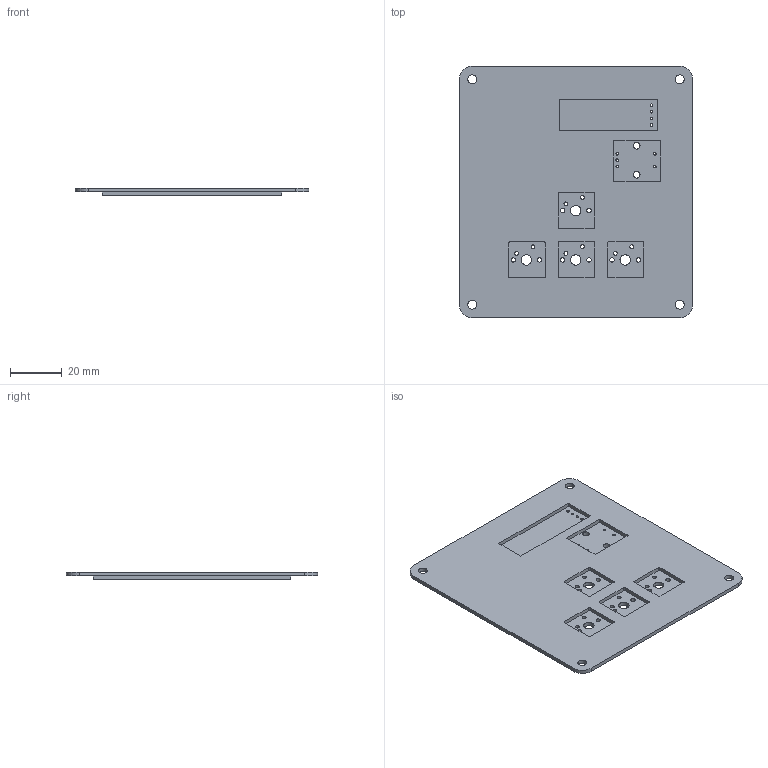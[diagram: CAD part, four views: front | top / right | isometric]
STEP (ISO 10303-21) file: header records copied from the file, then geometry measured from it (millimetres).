
FILE_DESCRIPTION(/* description */ ('KiCad electronic assembly'),/* implementation_level */ '2;1');
FILE_NAME(/* name */ 'MacroPadTopCase.step',/* time_stamp */ '2026-01-15T19:58:23+01:00',/* author */ (''),/* organization */ (''),/* preprocessor_version */ 'ST-DEVELOPER v20.1',/* originating_system */ 'Autodesk Translation Framework v14.21.0.0',/* authorisation */ '');
FILE_SCHEMA (('AUTOMOTIVE_DESIGN { 1 0 10303 214 3 1 1 }'));
Length unit declared in the file: millimetre
Products named in the file (2): MacroPad 1; MacroPad_PCB
Assembly tree (1 placements, depth 2):
  MacroPad 1
    MacroPad_PCB
Bounding box: 90.06 x 96.96 x 3.01 mm (x, y, z)
Volume: 18515.5 mm3; surface area: 26574.7 mm2
Topology: 2 solids, 2 shells, 105 faces, 303 edges, 202 vertices
Faces by surface type: cylinder 69, plane 36
Full cylindrical faces by diameter (mm): 0.889 x14, 1 x9, 1.5 x8, 1.7 x8, 2.6 x2, 3.4 x4, 4 x4
Entity records: 3796 total; most frequent: DIRECTION 657, CARTESIAN_POINT 613, ORIENTED_EDGE 606, EDGE_CURVE 303, AXIS2_PLACEMENT_3D 246, EDGE_LOOP 215, VERTEX_POINT 202, LINE 165
